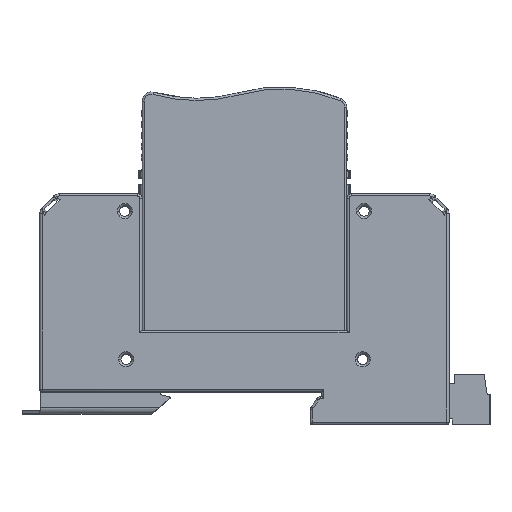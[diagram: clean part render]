
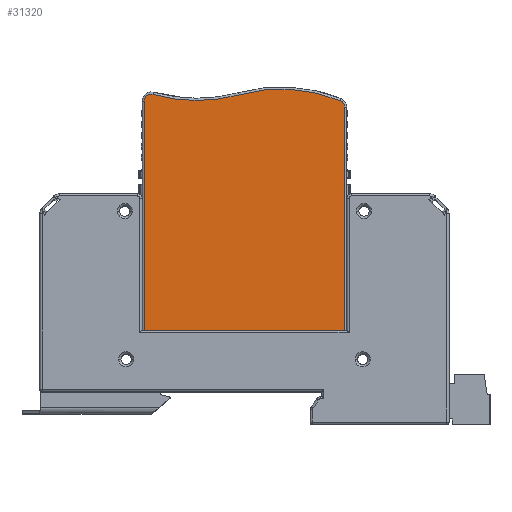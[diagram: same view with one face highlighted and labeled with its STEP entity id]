
A CAD part, top view. The second image highlights one B-rep face of the part: STEP entity #31320.
In plain terms, the highlighted face is planar.
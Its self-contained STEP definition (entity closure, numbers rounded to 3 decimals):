
#26943=DIRECTION('',(-1.,0.,0.));
#26944=VECTOR('',#26943,44.);
#26945=CARTESIAN_POINT('',(22.,-8.9,0.));
#26946=LINE('',#26945,#26944);
#26950=CARTESIAN_POINT('',(-20.5,-8.9,50.377));
#26951=DIRECTION('',(0.,1.,0.));
#26952=DIRECTION('',(-1.,0.,0.));
#26953=AXIS2_PLACEMENT_3D('',#26950,#26951,#26952);
#26958=CARTESIAN_POINT('',(-10.5,-8.9,86.));
#26959=DIRECTION('',(0.,-1.,0.));
#26960=DIRECTION('',(-0.27,0.,-0.963));
#26961=AXIS2_PLACEMENT_3D('',#26958,#26959,#26960);
#26966=CARTESIAN_POINT('',(8.04,-8.9,18.5));
#26967=DIRECTION('',(0.,1.,0.));
#26968=DIRECTION('',(-0.267,0.,0.964));
#26969=AXIS2_PLACEMENT_3D('',#26966,#26967,#26968);
#26974=CARTESIAN_POINT('',(20.5,-8.9,49.057));
#26975=DIRECTION('',(0.,1.,0.));
#26976=DIRECTION('',(0.378,0.,0.926));
#26977=AXIS2_PLACEMENT_3D('',#26974,#26975,#26976);
#26982=DIRECTION('',(0.,0.,1.));
#26983=VECTOR('',#26982,49.057);
#26984=CARTESIAN_POINT('',(22.,-8.9,0.));
#26985=LINE('',#26984,#26983);
#27681=DIRECTION('',(0.,0.,-1.));
#27682=VECTOR('',#27681,50.377);
#27683=CARTESIAN_POINT('',(-22.,-8.9,50.377));
#27684=LINE('',#27683,#27682);
#30707=CARTESIAN_POINT('',(22.,-8.9,0.));
#30708=CARTESIAN_POINT('',(22.,-8.9,49.057));
#30709=VERTEX_POINT('',#30707);
#30710=VERTEX_POINT('',#30708);
#30711=CARTESIAN_POINT('',(-22.,-8.9,0.));
#30712=VERTEX_POINT('',#30711);
#30713=CARTESIAN_POINT('',(-22.,-8.9,50.377));
#30714=VERTEX_POINT('',#30713);
#30715=CARTESIAN_POINT('',(-20.095,-8.9,51.821));
#30716=VERTEX_POINT('',#30715);
#30717=CARTESIAN_POINT('',(-1.156,-8.9,51.752));
#30718=VERTEX_POINT('',#30717);
#30719=CARTESIAN_POINT('',(21.066,-8.9,50.446));
#30720=VERTEX_POINT('',#30719);
#31299=CARTESIAN_POINT('',(0.,-8.9,0.));
#31300=DIRECTION('',(0.,1.,0.));
#31301=DIRECTION('',(-1.,0.,0.));
#31302=AXIS2_PLACEMENT_3D('',#31299,#31300,#31301);
#31303=PLANE('',#31302);
#31305=ORIENTED_EDGE('',*,*,#31304,.F.);
#31307=ORIENTED_EDGE('',*,*,#31306,.T.);
#31309=ORIENTED_EDGE('',*,*,#31308,.F.);
#31311=ORIENTED_EDGE('',*,*,#31310,.T.);
#31313=ORIENTED_EDGE('',*,*,#31312,.T.);
#31315=ORIENTED_EDGE('',*,*,#31314,.T.);
#31317=ORIENTED_EDGE('',*,*,#31316,.T.);
#31318=EDGE_LOOP('',(#31305,#31307,#31309,#31311,#31313,#31315,#31317));
#31319=FACE_OUTER_BOUND('',#31318,.F.);
#26954=CIRCLE('',#26953,1.5);
#26962=CIRCLE('',#26961,35.5);
#26970=CIRCLE('',#26969,34.5);
#26978=CIRCLE('',#26977,1.5);
#31304=EDGE_CURVE('',#30709,#30710,#26985,.T.);
#31306=EDGE_CURVE('',#30709,#30712,#26946,.T.);
#31308=EDGE_CURVE('',#30714,#30712,#27684,.T.);
#31310=EDGE_CURVE('',#30714,#30716,#26954,.T.);
#31312=EDGE_CURVE('',#30716,#30718,#26962,.T.);
#31314=EDGE_CURVE('',#30718,#30720,#26970,.T.);
#31316=EDGE_CURVE('',#30720,#30710,#26978,.T.);
#31320=ADVANCED_FACE('',(#31319),#31303,.F.);
